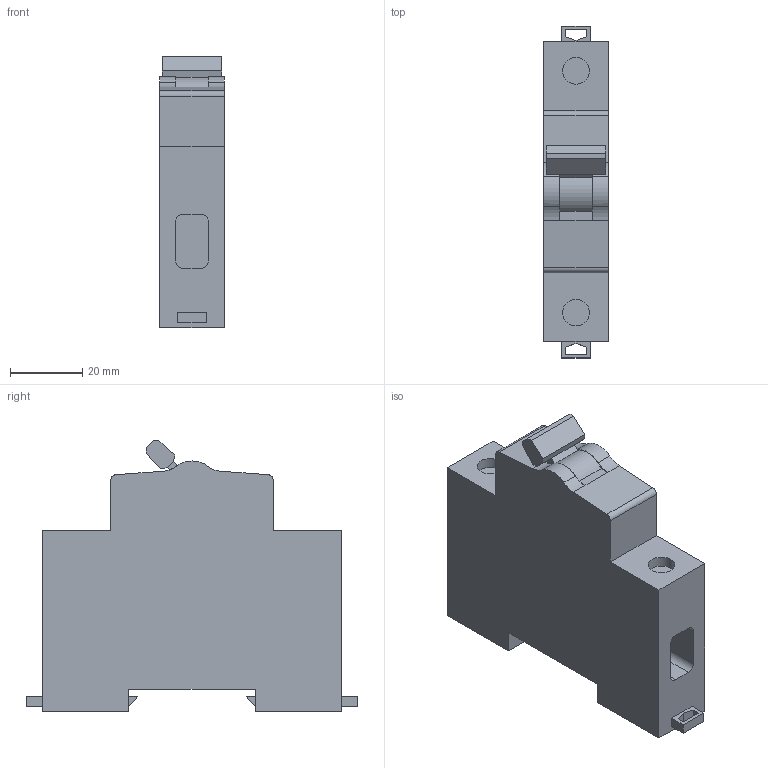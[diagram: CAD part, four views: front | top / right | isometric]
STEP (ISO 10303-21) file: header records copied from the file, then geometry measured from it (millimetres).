
FILE_DESCRIPTION(('FreeCAD Model'),'2;1');
FILE_NAME('Open CASCADE Shape Model','2025-09-18T08:26:06',('SargoDevel' ),(''),'Open CASCADE STEP processor 7.8','FreeCAD','Unknown');
FILE_SCHEMA(('AP242_MANAGED_MODEL_BASED_3D_ENGINEERING_MIM_LF. {1 0 10303 442 1 1 4 }'));
Length unit declared in the file: millimetre
Products named in the file (1): MCB_1-Pole
Bounding box: 18 x 92 x 75.23 mm (x, y, z)
Volume: 81972.8 mm3; surface area: 16953.3 mm2
Topology: 1 solids, 1 shells, 95 faces, 243 edges, 158 vertices
Faces by surface type: plane 76, cylinder 19
Full cylindrical faces by diameter (mm): 7.4 x2
Entity records: 3642 total; most frequent: CARTESIAN_POINT 497, ORIENTED_EDGE 486, DIRECTION 477, EDGE_CURVE 243, LINE 201, VECTOR 201, VERTEX_POINT 158, AXIS2_PLACEMENT_3D 138
